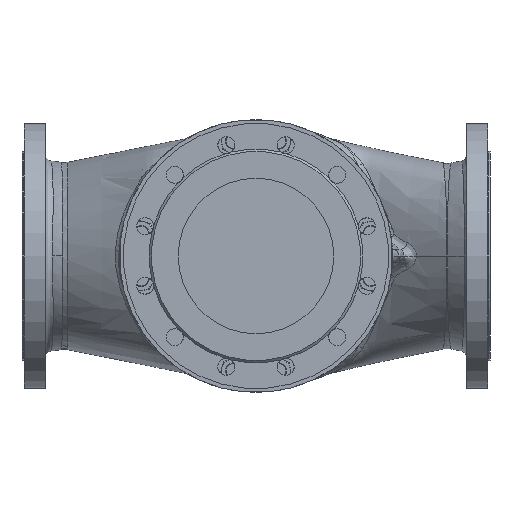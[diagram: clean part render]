
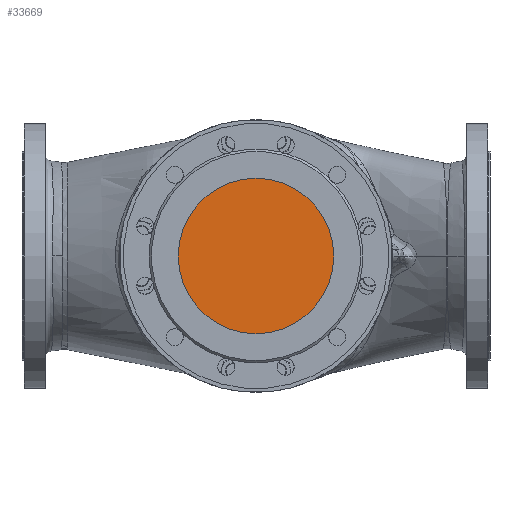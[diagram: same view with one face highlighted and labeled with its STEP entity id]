
A CAD part, front view. The second image highlights one B-rep face of the part: STEP entity #33669.
In plain terms, the highlighted planar face has unit normal (0, -1, 0).
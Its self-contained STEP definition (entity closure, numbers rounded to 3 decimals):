
#33669 = ADVANCED_FACE ( 'NONE', ( #144429 ), #144432, .T. ) ;
#35861 = EDGE_CURVE ( 'NONE', #259685, #259494, #131720, .T. ) ;
#89272 = CARTESIAN_POINT ( 'NONE',  ( -100., -402.025, 0. ) ) ;
#94945 = CARTESIAN_POINT ( 'NONE',  ( 100., -402.025, 0. ) ) ;
#121087 = EDGE_LOOP ( 'NONE', ( #122403, #122406 ) ) ;
#122403 = ORIENTED_EDGE ( 'NONE', *, *, #35861, .T. ) ;
#122406 = ORIENTED_EDGE ( 'NONE', *, *, #276138, .T. ) ;
#131720 = CIRCLE ( 'NONE', #131737, 100. ) ;
#131737 = AXIS2_PLACEMENT_3D ( 'NONE', #172649, #172651, #172653 ) ;
#144423 = CARTESIAN_POINT ( 'NONE',  ( 0., -402.025, 0. ) ) ;
#144429 = FACE_OUTER_BOUND ( 'NONE', #121087, .T. ) ;
#144432 = PLANE ( 'NONE',  #185901 ) ;
#144436 = DIRECTION ( 'NONE',  ( 0., -1., 0. ) ) ;
#144438 = DIRECTION ( 'NONE',  ( 1., 0., 0. ) ) ;
#172649 = CARTESIAN_POINT ( 'NONE',  ( 0., -402.025, 0. ) ) ;
#172651 = DIRECTION ( 'NONE',  ( 0., -1., 0. ) ) ;
#172653 = DIRECTION ( 'NONE',  ( 1., 0., 0. ) ) ;
#173377 = CIRCLE ( 'NONE', #173387, 100. ) ;
#173387 = AXIS2_PLACEMENT_3D ( 'NONE', #177519, #177520, #177521 ) ;
#177519 = CARTESIAN_POINT ( 'NONE',  ( 0., -402.025, 0. ) ) ;
#177520 = DIRECTION ( 'NONE',  ( 0., -1., 0. ) ) ;
#177521 = DIRECTION ( 'NONE',  ( 1., 0., 0. ) ) ;
#185901 = AXIS2_PLACEMENT_3D ( 'NONE', #144423, #144436, #144438 ) ;
#259494 = VERTEX_POINT ( 'NONE', #89272 ) ;
#259685 = VERTEX_POINT ( 'NONE', #94945 ) ;
#276138 = EDGE_CURVE ( 'NONE', #259494, #259685, #173377, .T. ) ;
